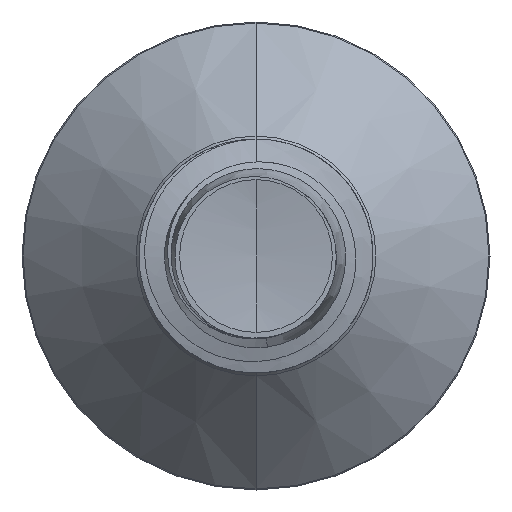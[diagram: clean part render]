
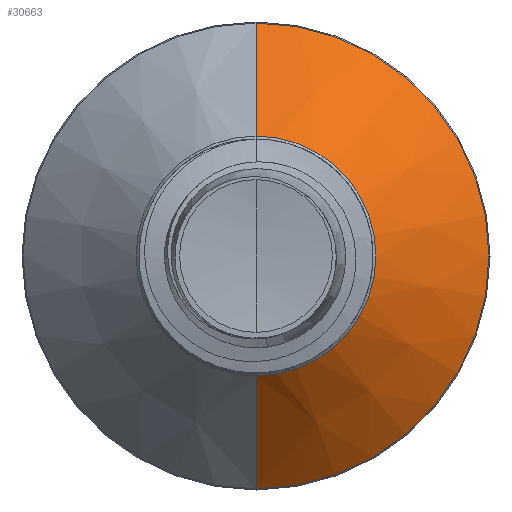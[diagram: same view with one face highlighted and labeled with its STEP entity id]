
A CAD part, front view. The second image highlights one B-rep face of the part: STEP entity #30663.
In plain terms, the highlighted conical face has half-angle 45 degrees and reference radius 2.563 mm.
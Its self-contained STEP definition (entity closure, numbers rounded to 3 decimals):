
#382 = LINE ( 'NONE', #3958, #7436 ) ;
#831 = CONICAL_SURFACE ( 'NONE', #16561, 2.563, 0.785 ) ;
#1931 = FACE_OUTER_BOUND ( 'NONE', #15878, .T. ) ;
#3085 = CARTESIAN_POINT ( 'NONE',  ( 0., 21.728, -4.978 ) ) ;
#3958 = CARTESIAN_POINT ( 'NONE',  ( 0., 19.313, -2.563 ) ) ;
#6799 = DIRECTION ( 'NONE',  ( 0., 1., 0. ) ) ;
#7436 = VECTOR ( 'NONE', #20888, 1000. ) ;
#7523 = VERTEX_POINT ( 'NONE', #3085 ) ;
#9764 = VERTEX_POINT ( 'NONE', #33001 ) ;
#9997 = DIRECTION ( 'NONE',  ( 0., 0.707, 0.707 ) ) ;
#10928 = VERTEX_POINT ( 'NONE', #11672 ) ;
#11672 = CARTESIAN_POINT ( 'NONE',  ( 0., 19.313, 2.563 ) ) ;
#12581 = ORIENTED_EDGE ( 'NONE', *, *, #16667, .T. ) ;
#12922 = ORIENTED_EDGE ( 'NONE', *, *, #18757, .T. ) ;
#13045 = ORIENTED_EDGE ( 'NONE', *, *, #14368, .F. ) ;
#13192 = ORIENTED_EDGE ( 'NONE', *, *, #27687, .F. ) ;
#13537 = DIRECTION ( 'NONE',  ( 0., 1., 0. ) ) ;
#13588 = AXIS2_PLACEMENT_3D ( 'NONE', #28924, #13537, #31427 ) ;
#14343 = DIRECTION ( 'NONE',  ( 0., 1., 0. ) ) ;
#14368 = EDGE_CURVE ( 'NONE', #27234, #7523, #26926, .T. ) ;
#15878 = EDGE_LOOP ( 'NONE', ( #12581, #12922, #13045, #13192 ) ) ;
#16508 = AXIS2_PLACEMENT_3D ( 'NONE', #29695, #14343, #32273 ) ;
#16561 = AXIS2_PLACEMENT_3D ( 'NONE', #17961, #6799, #23058 ) ;
#16667 = EDGE_CURVE ( 'NONE', #10928, #9764, #22164, .T. ) ;
#17961 = CARTESIAN_POINT ( 'NONE',  ( 0., 19.313, 0. ) ) ;
#18757 = EDGE_CURVE ( 'NONE', #9764, #7523, #382, .T. ) ;
#19729 = VECTOR ( 'NONE', #9997, 1000. ) ;
#20888 = DIRECTION ( 'NONE',  ( 0., 0.707, -0.707 ) ) ;
#22164 = CIRCLE ( 'NONE', #16508, 2.563 ) ;
#23058 = DIRECTION ( 'NONE',  ( 0., 0., 1. ) ) ;
#25663 = CARTESIAN_POINT ( 'NONE',  ( 0., 19.313, 2.563 ) ) ;
#26926 = CIRCLE ( 'NONE', #13588, 4.978 ) ;
#27234 = VERTEX_POINT ( 'NONE', #30040 ) ;
#27687 = EDGE_CURVE ( 'NONE', #10928, #27234, #33365, .T. ) ;
#28924 = CARTESIAN_POINT ( 'NONE',  ( 0., 21.728, 0. ) ) ;
#29695 = CARTESIAN_POINT ( 'NONE',  ( 0., 19.313, 0. ) ) ;
#30040 = CARTESIAN_POINT ( 'NONE',  ( 0., 21.728, 4.978 ) ) ;
#30663 = ADVANCED_FACE ( 'NONE', ( #1931 ), #831, .T. ) ;
#31427 = DIRECTION ( 'NONE',  ( 0., 0., 1. ) ) ;
#32273 = DIRECTION ( 'NONE',  ( 0., 0., 1. ) ) ;
#33001 = CARTESIAN_POINT ( 'NONE',  ( 0., 19.313, -2.563 ) ) ;
#33365 = LINE ( 'NONE', #25663, #19729 ) ;
